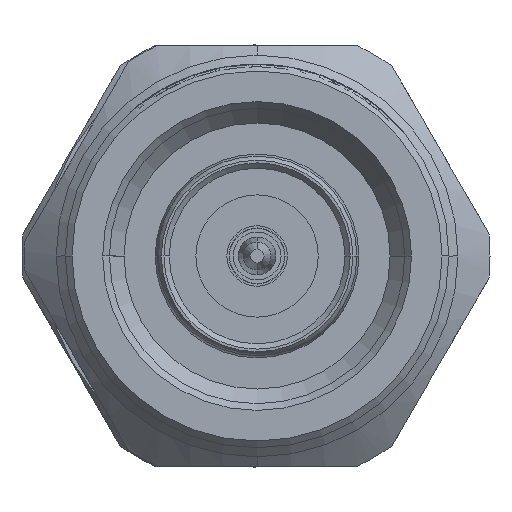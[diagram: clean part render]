
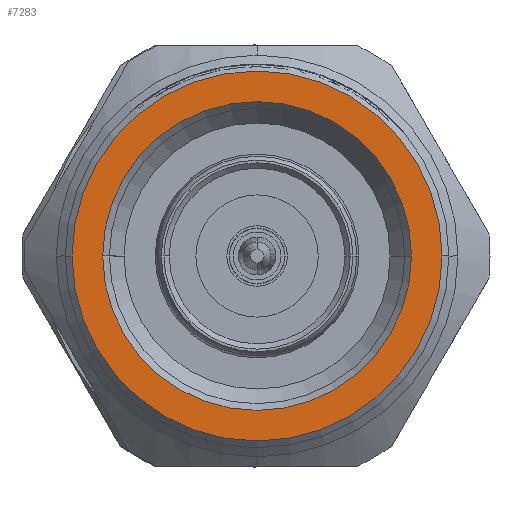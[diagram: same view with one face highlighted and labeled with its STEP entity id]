
A CAD part, left-side view. The second image highlights one B-rep face of the part: STEP entity #7283.
In plain terms, the highlighted planar face has unit normal (-1, 0, 0).
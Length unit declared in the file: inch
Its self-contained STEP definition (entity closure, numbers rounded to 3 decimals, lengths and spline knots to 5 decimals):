
#485 = CARTESIAN_POINT ( 'NONE',  ( 0., 0., 0. ) ) ;
#509 = PLANE ( 'NONE',  #9264 ) ;
#690 = DIRECTION ( 'NONE',  ( 0., -1., 0. ) ) ;
#693 = DIRECTION ( 'NONE',  ( -1., 0., 0. ) ) ;
#794 = FACE_OUTER_BOUND ( 'NONE', #8171, .T. ) ;
#935 = CARTESIAN_POINT ( 'NONE',  ( 0., 0.2285, 0. ) ) ;
#1015 = DIRECTION ( 'NONE',  ( -1., 0., 0. ) ) ;
#1352 = CARTESIAN_POINT ( 'NONE',  ( 0., -0.2285, 0. ) ) ;
#1469 = DIRECTION ( 'NONE',  ( 0., -1., 0. ) ) ;
#1576 = DIRECTION ( 'NONE',  ( -1., 0., 0. ) ) ;
#1601 = FACE_BOUND ( 'NONE', #6988, .T. ) ;
#1823 = AXIS2_PLACEMENT_3D ( 'NONE', #8213, #1015, #12308 ) ;
#3505 = CARTESIAN_POINT ( 'NONE',  ( 0., 0., 0. ) ) ;
#4452 = CIRCLE ( 'NONE', #9030, 0.2285 ) ;
#5207 = ORIENTED_EDGE ( 'NONE', *, *, #6556, .F. ) ;
#6301 = ORIENTED_EDGE ( 'NONE', *, *, #9744, .T. ) ;
#6556 = EDGE_CURVE ( 'NONE', #7711, #12687, #4452, .T. ) ;
#6675 = DIRECTION ( 'NONE',  ( 0., -1., 0. ) ) ;
#6791 = CIRCLE ( 'NONE', #1823, 0.27378 ) ;
#6833 = DIRECTION ( 'NONE',  ( 0., 1., 0. ) ) ;
#6882 = CARTESIAN_POINT ( 'NONE',  ( 0., 0., 0. ) ) ;
#6988 = EDGE_LOOP ( 'NONE', ( #8909, #5207 ) ) ;
#7283 = ADVANCED_FACE ( 'NONE', ( #1601, #794 ), #509, .F. ) ;
#7449 = DIRECTION ( 'NONE',  ( -1., 0., 0. ) ) ;
#7711 = VERTEX_POINT ( 'NONE', #935 ) ;
#8126 = CIRCLE ( 'NONE', #8772, 0.27378 ) ;
#8171 = EDGE_LOOP ( 'NONE', ( #11163, #6301 ) ) ;
#8213 = CARTESIAN_POINT ( 'NONE',  ( 0., 0., 0. ) ) ;
#8371 = CIRCLE ( 'NONE', #10124, 0.2285 ) ;
#8772 = AXIS2_PLACEMENT_3D ( 'NONE', #3505, #7449, #1469 ) ;
#8900 = CARTESIAN_POINT ( 'NONE',  ( 0., -0.27378, 0. ) ) ;
#8909 = ORIENTED_EDGE ( 'NONE', *, *, #13075, .F. ) ;
#9030 = AXIS2_PLACEMENT_3D ( 'NONE', #6882, #693, #6675 ) ;
#9100 = CARTESIAN_POINT ( 'NONE',  ( 0., 0.27378, 0. ) ) ;
#9264 = AXIS2_PLACEMENT_3D ( 'NONE', #9100, #13045, #6833 ) ;
#9346 = VERTEX_POINT ( 'NONE', #8900 ) ;
#9371 = CARTESIAN_POINT ( 'NONE',  ( 0., 0.27378, 0. ) ) ;
#9744 = EDGE_CURVE ( 'NONE', #9346, #11478, #8126, .T. ) ;
#10124 = AXIS2_PLACEMENT_3D ( 'NONE', #485, #1576, #690 ) ;
#11163 = ORIENTED_EDGE ( 'NONE', *, *, #11527, .T. ) ;
#11478 = VERTEX_POINT ( 'NONE', #9371 ) ;
#11527 = EDGE_CURVE ( 'NONE', #11478, #9346, #6791, .T. ) ;
#12308 = DIRECTION ( 'NONE',  ( 0., -1., 0. ) ) ;
#12687 = VERTEX_POINT ( 'NONE', #1352 ) ;
#13045 = DIRECTION ( 'NONE',  ( 1., 0., 0. ) ) ;
#13075 = EDGE_CURVE ( 'NONE', #12687, #7711, #8371, .T. ) ;
